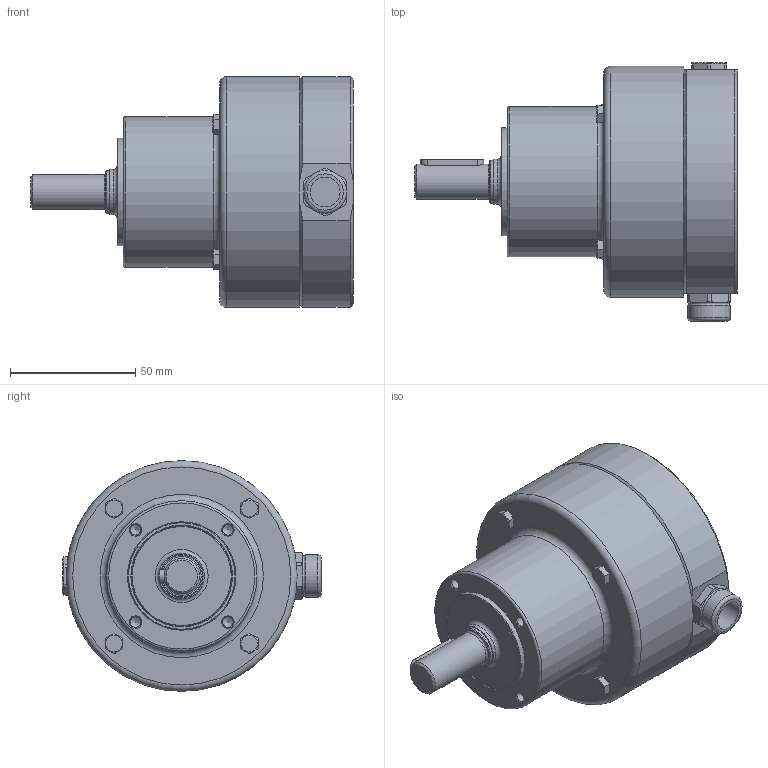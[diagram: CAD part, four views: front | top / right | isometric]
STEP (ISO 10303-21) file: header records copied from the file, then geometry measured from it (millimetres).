
FILE_DESCRIPTION(/* description */ ('AquaTrue-Gearheads'),/* implementation_level */ '2;1');
FILE_NAME(/* name */ 'AQT060-010-0-MMR-724.stp',/* time_stamp */ '2021-03-29T14:55:19-04:00',/* author */ ('Work'),/* organization */ ('THOMSONLINEAR'),/* preprocessor_version */ 'ST-DEVELOPER v18.1',/* originating_system */ 'Autodesk Inventor 2021',/* authorisation */ '');
FILE_SCHEMA (('AUTOMOTIVE_DESIGN { 1 0 10303 214 3 1 1 }'));
Length unit declared in the file: millimetre
Products named in the file (9): AQT060-010-0-MMR-724; 10-322-592-2010; 10-320-889-1; 05-213-275010MMR-724_at; 04-220-829; 10-321-051_ap; 01-622-461_vent; 01-720-8124_hp; AQT060010MMR-724_nut
Assembly tree (12 placements, depth 2):
  AQT060-010-0-MMR-724
    10-322-592-2010
    10-320-889-1
    05-213-275010MMR-724_at
    04-220-829
    10-321-051_ap
    01-720-8124_hp  x2
    01-622-461_vent
    AQT060010MMR-724_nut  x4
Bounding box: 128.55 x 102.84 x 92 mm (x, y, z)
Volume: 431425.4 mm3; surface area: 98005.8 mm2
Topology: 12 solids, 12 shells, 322 faces, 914 edges, 638 vertices
Faces by surface type: plane 126, cylinder 113, cone 72, torus 11
Full cylindrical faces by diameter (mm): 3.242 x8, 4 x2, 4.134 x4, 4.42 x16, 4.928 x2, 6.401 x4, 10.008 x1, 10.106 x2, 11.024 x1, 11.913 x1, 11.989 x7, 13.998 x1, 16.993 x1, 17.008 x1, 17.018 x1, 18.034 x1, 22.225 x1, 32.004 x1, 40.64 x1, 41.275 x1, 42.997 x1, 45.72 x1, 51.562 x1, 53.924 x1, 54.102 x1, 59.995 x1, 68.072 x1, 69.342 x1, 87.681 x1, 91.999 x1
Entity records: 9579 total; most frequent: CARTESIAN_POINT 1885, DIRECTION 1706, ORIENTED_EDGE 1518, EDGE_CURVE 759, AXIS2_PLACEMENT_3D 725, VERTEX_POINT 542, CIRCLE 441, EDGE_LOOP 343
